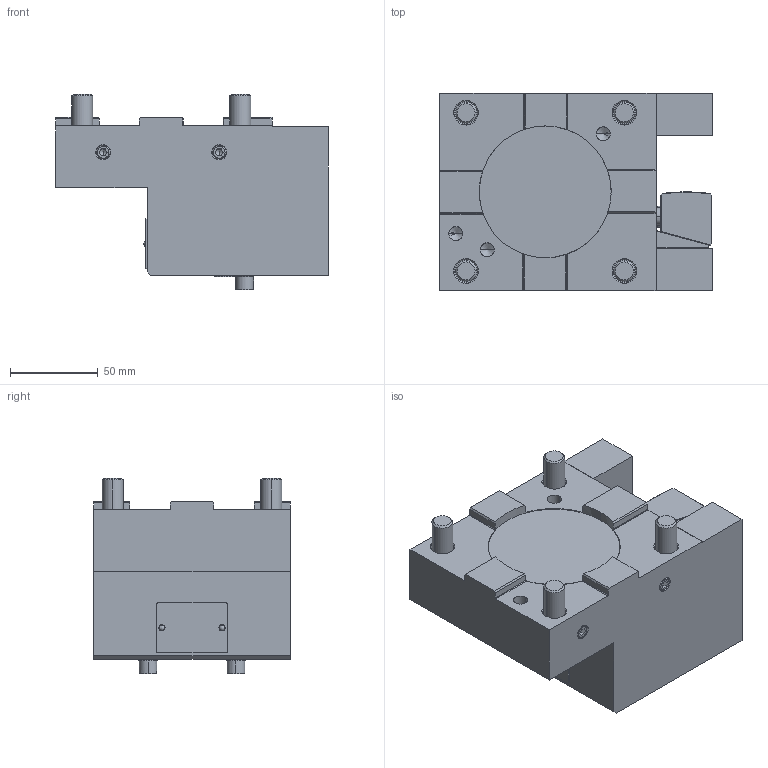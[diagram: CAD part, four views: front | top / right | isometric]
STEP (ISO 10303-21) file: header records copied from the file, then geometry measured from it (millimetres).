
FILE_DESCRIPTION (( 'STEP AP203' ), '1' );
FILE_NAME ('04-1152.STEP', '2023-11-21T00:17:53', ( '' ), ( '' ), 'SwSTEP 2.0', 'SolidWorks 2022', '' );
FILE_SCHEMA (( 'CONFIG_CONTROL_DESIGN' ));
Length unit declared in the file: inch
Products named in the file (1): 04-1152
Bounding box: 155 x 112 x 111.11 mm (x, y, z)
Surface area: 141556.7 mm2 (no closed solid volume)
Topology: 0 solids, 29 shells, 593 faces, 1459 edges, 871 vertices
Faces by surface type: plane 288, cylinder 148, cone 135, bspline 22
Entity records: 19105 total; most frequent: CARTESIAN_POINT 5430, DIRECTION 2886, ORIENTED_EDGE 2704, EDGE_CURVE 1403, AXIS2_PLACEMENT_3D 1035, VERTEX_POINT 871, LINE 816, VECTOR 816
